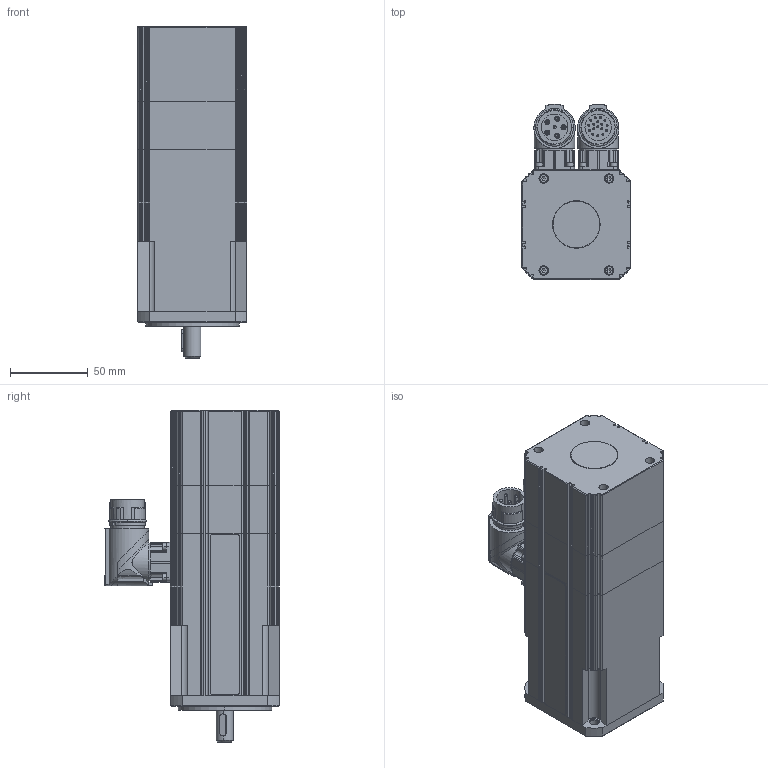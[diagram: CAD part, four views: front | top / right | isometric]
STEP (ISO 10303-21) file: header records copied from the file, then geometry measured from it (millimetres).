
FILE_DESCRIPTION((''),'2;1');
FILE_NAME('FP-207 + Encoder Heidenhain ERN 1100 + Fre Keb 03-2.stp','2012-01-23T13:09:41',('jlopez'),(''),'Autodesk Inventor 9','Autodesk Inventor 9','');
FILE_SCHEMA(('AUTOMOTIVE_DESIGN { 1 0 10303 214 1 1 1 1 }'));
Length unit declared in the file: millimetre
Products named in the file (1): Pieza1
Bounding box: 70.5 x 112.15 x 213 mm (x, y, z)
Volume: 945541.9 mm3; surface area: 99156.5 mm2
Topology: 1 solids, 21 shells, 1617 faces, 4094 edges, 2440 vertices
Faces by surface type: cylinder 740, plane 485, cone 178, bspline 120, torus 48, sphere 46
Entity records: 49944 total; most frequent: CARTESIAN_POINT 11431, DIRECTION 8435, ORIENTED_EDGE 7944, EDGE_CURVE 3972, AXIS2_PLACEMENT_3D 3282, VERTEX_POINT 2440, VECTOR 1871, LINE 1871
